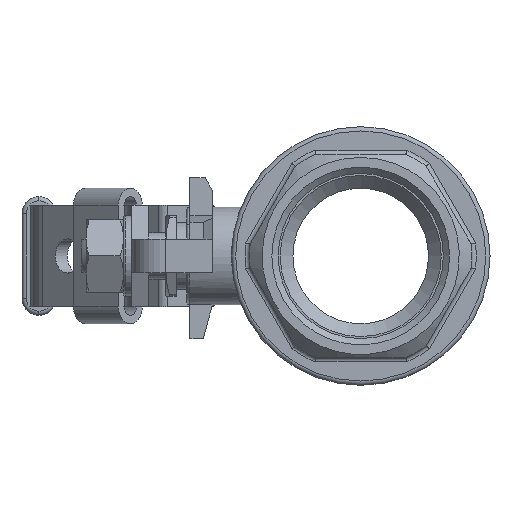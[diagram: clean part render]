
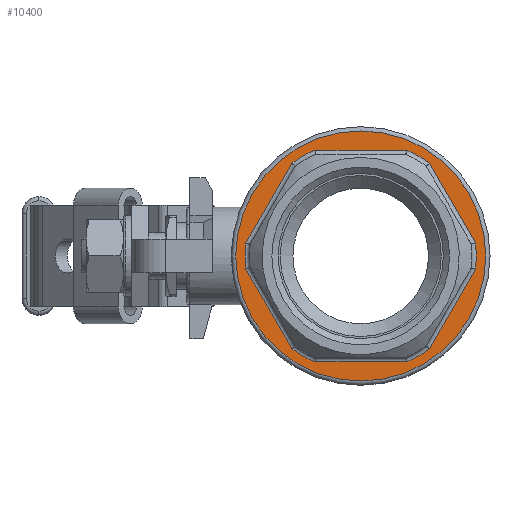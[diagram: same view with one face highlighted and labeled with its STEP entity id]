
A CAD part, left-side view. The second image highlights one B-rep face of the part: STEP entity #10400.
In plain terms, the highlighted planar face has unit normal (-1, 0, 0).
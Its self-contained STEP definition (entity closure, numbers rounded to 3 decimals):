
#5186 = AXIS2_PLACEMENT_3D ( 'NONE', #19725, #19726, #19727 ) ;
#10400 = ADVANCED_FACE ( 'NONE', ( #19714, #19699 ), #19716, .F. ) ;
#10558 = EDGE_LOOP ( 'NONE', ( #35143 ) ) ;
#10733 = VERTEX_POINT ( 'NONE', #33509 ) ;
#10740 = VERTEX_POINT ( 'NONE', #33516 ) ;
#10741 = VERTEX_POINT ( 'NONE', #33517 ) ;
#10743 = VERTEX_POINT ( 'NONE', #33519 ) ;
#10744 = VERTEX_POINT ( 'NONE', #33520 ) ;
#10757 = VERTEX_POINT ( 'NONE', #33533 ) ;
#10767 = VERTEX_POINT ( 'NONE', #33543 ) ;
#10772 = VERTEX_POINT ( 'NONE', #33548 ) ;
#10813 = VERTEX_POINT ( 'NONE', #33589 ) ;
#10943 = VERTEX_POINT ( 'NONE', #33717 ) ;
#10944 = VERTEX_POINT ( 'NONE', #33718 ) ;
#10950 = VERTEX_POINT ( 'NONE', #33724 ) ;
#11349 = CARTESIAN_POINT ( 'NONE',  ( -31.5, 0., 0. ) ) ;
#11350 = DIRECTION ( 'NONE',  ( 1., 0., 0. ) ) ;
#11351 = DIRECTION ( 'NONE',  ( 0., 0., -1. ) ) ;
#11357 = CARTESIAN_POINT ( 'NONE',  ( -31.5, 0., 0. ) ) ;
#11358 = DIRECTION ( 'NONE',  ( 1., 0., 0. ) ) ;
#11359 = DIRECTION ( 'NONE',  ( 0., 0., -1. ) ) ;
#11368 = LINE ( 'NONE', #11377, #18030 ) ;
#11377 = CARTESIAN_POINT ( 'NONE',  ( -31.5, -14.026, -25.707 ) ) ;
#11378 = DIRECTION ( 'NONE',  ( 0., 0.5, -0.866 ) ) ;
#16032 = EDGE_LOOP ( 'NONE', ( #35131, #35132, #35133, #35134, #35135, #35136, #35137, #35138, #35139, #35140, #35141, #35142 ) ) ;
#17011 = EDGE_CURVE ( 'NONE', #28962, #28962, #17916, .T. ) ;
#17016 = EDGE_CURVE ( 'NONE', #10743, #10741, #17917, .T. ) ;
#17018 = EDGE_CURVE ( 'NONE', #10944, #10772, #27242, .T. ) ;
#17024 = EDGE_CURVE ( 'NONE', #10757, #10743, #27257, .T. ) ;
#17029 = EDGE_CURVE ( 'NONE', #10950, #10813, #27275, .T. ) ;
#17033 = EDGE_CURVE ( 'NONE', #10744, #10757, #17927, .T. ) ;
#17034 = EDGE_CURVE ( 'NONE', #10740, #10744, #27297, .T. ) ;
#17036 = EDGE_CURVE ( 'NONE', #10733, #10740, #17928, .T. ) ;
#17037 = EDGE_CURVE ( 'NONE', #10772, #10950, #17929, .T. ) ;
#17043 = EDGE_CURVE ( 'NONE', #10767, #10733, #27337, .T. ) ;
#17211 = EDGE_CURVE ( 'NONE', #10813, #10767, #18025, .T. ) ;
#17215 = EDGE_CURVE ( 'NONE', #10943, #10944, #18027, .T. ) ;
#17228 = EDGE_CURVE ( 'NONE', #10741, #10943, #11368, .T. ) ;
#17909 = VECTOR ( 'NONE', #27247, 1000. ) ;
#17912 = VECTOR ( 'NONE', #27273, 1000. ) ;
#17915 = AXIS2_PLACEMENT_3D ( 'NONE', #27226, #27228, #27230 ) ;
#17916 = CIRCLE ( 'NONE', #17915, 29.5 ) ;
#17917 = CIRCLE ( 'NONE', #17918, 27.25 ) ;
#17918 = AXIS2_PLACEMENT_3D ( 'NONE', #27243, #27245, #27246 ) ;
#17920 = VECTOR ( 'NONE', #27286, 1000. ) ;
#17922 = VECTOR ( 'NONE', #27349, 1000. ) ;
#17924 = AXIS2_PLACEMENT_3D ( 'NONE', #27304, #27305, #27306 ) ;
#17926 = VECTOR ( 'NONE', #27308, 1000. ) ;
#17927 = CIRCLE ( 'NONE', #17924, 27.25 ) ;
#17928 = CIRCLE ( 'NONE', #17930, 27.25 ) ;
#17929 = CIRCLE ( 'NONE', #17932, 27.25 ) ;
#17930 = AXIS2_PLACEMENT_3D ( 'NONE', #27312, #27314, #27316 ) ;
#17932 = AXIS2_PLACEMENT_3D ( 'NONE', #27321, #27323, #27325 ) ;
#18022 = AXIS2_PLACEMENT_3D ( 'NONE', #11349, #11350, #11351 ) ;
#18025 = CIRCLE ( 'NONE', #18022, 27.25 ) ;
#18027 = CIRCLE ( 'NONE', #18029, 27.25 ) ;
#18029 = AXIS2_PLACEMENT_3D ( 'NONE', #11357, #11358, #11359 ) ;
#18030 = VECTOR ( 'NONE', #11378, 1000. ) ;
#19699 = FACE_OUTER_BOUND ( 'NONE', #10558, .T. ) ;
#19714 = FACE_BOUND ( 'NONE', #16032, .T. ) ;
#19716 = PLANE ( 'NONE',  #5186 ) ;
#19725 = CARTESIAN_POINT ( 'NONE',  ( -31.5, 30.5, 0. ) ) ;
#19726 = DIRECTION ( 'NONE',  ( 1., 0., 0. ) ) ;
#19727 = DIRECTION ( 'NONE',  ( 0., 0., -1. ) ) ;
#27221 = CARTESIAN_POINT ( 'NONE',  ( -31.5, 30.5, -25. ) ) ;
#27226 = CARTESIAN_POINT ( 'NONE',  ( -31.5, 0., 0. ) ) ;
#27228 = DIRECTION ( 'NONE',  ( -1., 0., 0. ) ) ;
#27230 = DIRECTION ( 'NONE',  ( 0., 0., -1. ) ) ;
#27242 = LINE ( 'NONE', #27221, #17909 ) ;
#27243 = CARTESIAN_POINT ( 'NONE',  ( -31.5, 0., 0. ) ) ;
#27245 = DIRECTION ( 'NONE',  ( 1., 0., 0. ) ) ;
#27246 = DIRECTION ( 'NONE',  ( 0., 0., -1. ) ) ;
#27247 = DIRECTION ( 'NONE',  ( 0., 1., 0. ) ) ;
#27257 = LINE ( 'NONE', #27271, #17912 ) ;
#27271 = CARTESIAN_POINT ( 'NONE',  ( -31.5, -14.026, 25.707 ) ) ;
#27273 = DIRECTION ( 'NONE',  ( 0., -0.5, -0.866 ) ) ;
#27275 = LINE ( 'NONE', #27284, #17920 ) ;
#27284 = CARTESIAN_POINT ( 'NONE',  ( -31.5, 29.276, 0.707 ) ) ;
#27286 = DIRECTION ( 'NONE',  ( 0., 0.5, 0.866 ) ) ;
#27289 = CARTESIAN_POINT ( 'NONE',  ( -31.5, 30.5, 25. ) ) ;
#27297 = LINE ( 'NONE', #27289, #17926 ) ;
#27304 = CARTESIAN_POINT ( 'NONE',  ( -31.5, 0., 0. ) ) ;
#27305 = DIRECTION ( 'NONE',  ( 1., 0., 0. ) ) ;
#27306 = DIRECTION ( 'NONE',  ( 0., 0., -1. ) ) ;
#27308 = DIRECTION ( 'NONE',  ( 0., -1., 0. ) ) ;
#27312 = CARTESIAN_POINT ( 'NONE',  ( -31.5, 0., 0. ) ) ;
#27314 = DIRECTION ( 'NONE',  ( 1., 0., 0. ) ) ;
#27316 = DIRECTION ( 'NONE',  ( 0., 0., -1. ) ) ;
#27321 = CARTESIAN_POINT ( 'NONE',  ( -31.5, 0., 0. ) ) ;
#27323 = DIRECTION ( 'NONE',  ( 1., 0., 0. ) ) ;
#27325 = DIRECTION ( 'NONE',  ( 0., 0., -1. ) ) ;
#27337 = LINE ( 'NONE', #27345, #17922 ) ;
#27345 = CARTESIAN_POINT ( 'NONE',  ( -31.5, 29.276, -0.707 ) ) ;
#27349 = DIRECTION ( 'NONE',  ( 0., -0.5, 0.866 ) ) ;
#28962 = VERTEX_POINT ( 'NONE', #28965 ) ;
#28965 = CARTESIAN_POINT ( 'NONE',  ( -31.5, 0., -29.5 ) ) ;
#33509 = CARTESIAN_POINT ( 'NONE',  ( -31.5, 16.229, 21.89 ) ) ;
#33516 = CARTESIAN_POINT ( 'NONE',  ( -31.5, 10.843, 25. ) ) ;
#33517 = CARTESIAN_POINT ( 'NONE',  ( -31.5, -27.072, -3.11 ) ) ;
#33519 = CARTESIAN_POINT ( 'NONE',  ( -31.5, -27.072, 3.11 ) ) ;
#33520 = CARTESIAN_POINT ( 'NONE',  ( -31.5, -10.843, 25. ) ) ;
#33533 = CARTESIAN_POINT ( 'NONE',  ( -31.5, -16.229, 21.89 ) ) ;
#33543 = CARTESIAN_POINT ( 'NONE',  ( -31.5, 27.072, 3.11 ) ) ;
#33548 = CARTESIAN_POINT ( 'NONE',  ( -31.5, 10.843, -25. ) ) ;
#33589 = CARTESIAN_POINT ( 'NONE',  ( -31.5, 27.072, -3.11 ) ) ;
#33717 = CARTESIAN_POINT ( 'NONE',  ( -31.5, -16.229, -21.89 ) ) ;
#33718 = CARTESIAN_POINT ( 'NONE',  ( -31.5, -10.843, -25. ) ) ;
#33724 = CARTESIAN_POINT ( 'NONE',  ( -31.5, 16.229, -21.89 ) ) ;
#35131 = ORIENTED_EDGE ( 'NONE', *, *, #17029, .T. ) ;
#35132 = ORIENTED_EDGE ( 'NONE', *, *, #17211, .T. ) ;
#35133 = ORIENTED_EDGE ( 'NONE', *, *, #17043, .T. ) ;
#35134 = ORIENTED_EDGE ( 'NONE', *, *, #17036, .T. ) ;
#35135 = ORIENTED_EDGE ( 'NONE', *, *, #17034, .T. ) ;
#35136 = ORIENTED_EDGE ( 'NONE', *, *, #17033, .T. ) ;
#35137 = ORIENTED_EDGE ( 'NONE', *, *, #17024, .T. ) ;
#35138 = ORIENTED_EDGE ( 'NONE', *, *, #17016, .T. ) ;
#35139 = ORIENTED_EDGE ( 'NONE', *, *, #17228, .T. ) ;
#35140 = ORIENTED_EDGE ( 'NONE', *, *, #17215, .T. ) ;
#35141 = ORIENTED_EDGE ( 'NONE', *, *, #17018, .T. ) ;
#35142 = ORIENTED_EDGE ( 'NONE', *, *, #17037, .T. ) ;
#35143 = ORIENTED_EDGE ( 'NONE', *, *, #17011, .T. ) ;
